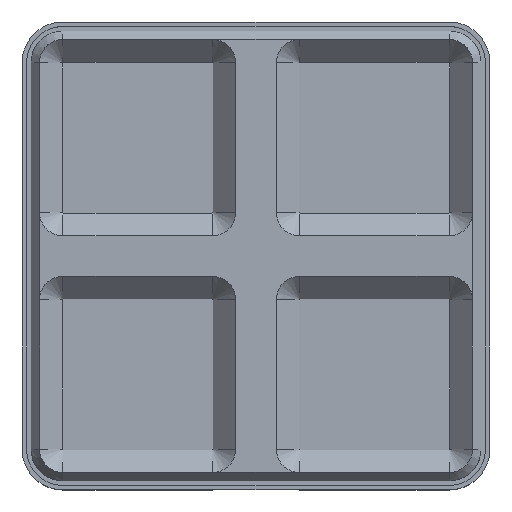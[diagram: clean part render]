
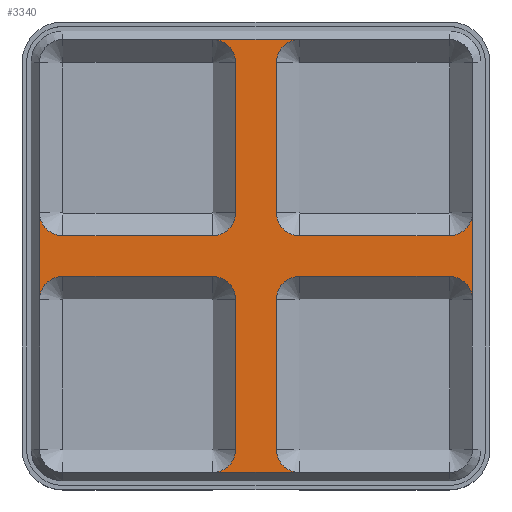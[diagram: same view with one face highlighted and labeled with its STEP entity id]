
A CAD part, top view. The second image highlights one B-rep face of the part: STEP entity #3340.
In plain terms, the highlighted planar face has unit normal (0, 0, 1).
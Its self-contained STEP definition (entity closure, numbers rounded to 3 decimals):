
#120=CIRCLE('',#3574,4.15);
#121=CIRCLE('',#3575,4.15);
#122=CIRCLE('',#3576,4.15);
#123=CIRCLE('',#3577,4.15);
#124=CIRCLE('',#3578,4.15);
#125=CIRCLE('',#3579,4.15);
#126=CIRCLE('',#3580,4.15);
#127=CIRCLE('',#3581,4.15);
#128=CIRCLE('',#3582,4.15);
#129=CIRCLE('',#3583,4.15);
#130=CIRCLE('',#3584,4.15);
#131=CIRCLE('',#3585,4.15);
#264=ORIENTED_EDGE('',*,*,#1272,.T.);
#265=ORIENTED_EDGE('',*,*,#1273,.T.);
#266=ORIENTED_EDGE('',*,*,#1274,.F.);
#267=ORIENTED_EDGE('',*,*,#1275,.F.);
#268=ORIENTED_EDGE('',*,*,#1276,.T.);
#269=ORIENTED_EDGE('',*,*,#1277,.T.);
#270=ORIENTED_EDGE('',*,*,#1278,.F.);
#271=ORIENTED_EDGE('',*,*,#1279,.F.);
#272=ORIENTED_EDGE('',*,*,#1280,.F.);
#273=ORIENTED_EDGE('',*,*,#1281,.T.);
#274=ORIENTED_EDGE('',*,*,#1282,.F.);
#275=ORIENTED_EDGE('',*,*,#1283,.F.);
#276=ORIENTED_EDGE('',*,*,#1284,.T.);
#277=ORIENTED_EDGE('',*,*,#1285,.T.);
#278=ORIENTED_EDGE('',*,*,#1286,.T.);
#279=ORIENTED_EDGE('',*,*,#1287,.F.);
#280=ORIENTED_EDGE('',*,*,#1288,.T.);
#281=ORIENTED_EDGE('',*,*,#1289,.T.);
#282=ORIENTED_EDGE('',*,*,#1290,.F.);
#283=ORIENTED_EDGE('',*,*,#1291,.F.);
#284=ORIENTED_EDGE('',*,*,#1292,.F.);
#285=ORIENTED_EDGE('',*,*,#1293,.T.);
#286=ORIENTED_EDGE('',*,*,#1294,.F.);
#287=ORIENTED_EDGE('',*,*,#1295,.F.);
#1272=EDGE_CURVE('',#1776,#1777,#2064,.T.);
#1273=EDGE_CURVE('',#1777,#1778,#120,.T.);
#1274=EDGE_CURVE('',#1779,#1778,#2065,.T.);
#1275=EDGE_CURVE('',#1780,#1779,#121,.T.);
#1276=EDGE_CURVE('',#1780,#1781,#2066,.T.);
#1277=EDGE_CURVE('',#1781,#1782,#122,.T.);
#1278=EDGE_CURVE('',#1783,#1782,#2067,.T.);
#1279=EDGE_CURVE('',#1784,#1783,#123,.T.);
#1280=EDGE_CURVE('',#1785,#1784,#2068,.T.);
#1281=EDGE_CURVE('',#1785,#1786,#124,.T.);
#1282=EDGE_CURVE('',#1787,#1786,#2069,.T.);
#1283=EDGE_CURVE('',#1788,#1787,#125,.T.);
#1284=EDGE_CURVE('',#1788,#1789,#2070,.T.);
#1285=EDGE_CURVE('',#1789,#1790,#126,.T.);
#1286=EDGE_CURVE('',#1790,#1791,#2071,.T.);
#1287=EDGE_CURVE('',#1792,#1791,#127,.T.);
#1288=EDGE_CURVE('',#1792,#1793,#2072,.T.);
#1289=EDGE_CURVE('',#1793,#1794,#128,.T.);
#1290=EDGE_CURVE('',#1795,#1794,#2073,.T.);
#1291=EDGE_CURVE('',#1796,#1795,#129,.T.);
#1292=EDGE_CURVE('',#1797,#1796,#2074,.T.);
#1293=EDGE_CURVE('',#1797,#1798,#130,.T.);
#1294=EDGE_CURVE('',#1799,#1798,#2075,.T.);
#1295=EDGE_CURVE('',#1776,#1799,#131,.T.);
#1776=VERTEX_POINT('',#5030);
#1777=VERTEX_POINT('',#5031);
#1778=VERTEX_POINT('',#5033);
#1779=VERTEX_POINT('',#5035);
#1780=VERTEX_POINT('',#5037);
#1781=VERTEX_POINT('',#5039);
#1782=VERTEX_POINT('',#5041);
#1783=VERTEX_POINT('',#5043);
#1784=VERTEX_POINT('',#5045);
#1785=VERTEX_POINT('',#5047);
#1786=VERTEX_POINT('',#5049);
#1787=VERTEX_POINT('',#5051);
#1788=VERTEX_POINT('',#5053);
#1789=VERTEX_POINT('',#5055);
#1790=VERTEX_POINT('',#5057);
#1791=VERTEX_POINT('',#5059);
#1792=VERTEX_POINT('',#5061);
#1793=VERTEX_POINT('',#5063);
#1794=VERTEX_POINT('',#5065);
#1795=VERTEX_POINT('',#5067);
#1796=VERTEX_POINT('',#5069);
#1797=VERTEX_POINT('',#5071);
#1798=VERTEX_POINT('',#5073);
#1799=VERTEX_POINT('',#5075);
#2064=LINE('',#5029,#2424);
#2065=LINE('',#5034,#2425);
#2066=LINE('',#5038,#2426);
#2067=LINE('',#5042,#2427);
#2068=LINE('',#5046,#2428);
#2069=LINE('',#5050,#2429);
#2070=LINE('',#5054,#2430);
#2071=LINE('',#5058,#2431);
#2072=LINE('',#5062,#2432);
#2073=LINE('',#5066,#2433);
#2074=LINE('',#5070,#2434);
#2075=LINE('',#5074,#2435);
#2424=VECTOR('',#3941,1000.);
#2425=VECTOR('',#3944,1000.);
#2426=VECTOR('',#3947,1000.);
#2427=VECTOR('',#3950,1000.);
#2428=VECTOR('',#3953,1000.);
#2429=VECTOR('',#3956,1000.);
#2430=VECTOR('',#3959,1000.);
#2431=VECTOR('',#3962,1000.);
#2432=VECTOR('',#3965,1000.);
#2433=VECTOR('',#3968,1000.);
#2434=VECTOR('',#3971,1000.);
#2435=VECTOR('',#3974,1000.);
#2784=EDGE_LOOP('',(#264,#265,#266,#267,#268,#269,#270,#271,#272,#273,#274,
#275,#276,#277,#278,#279,#280,#281,#282,#283,#284,#285,#286,#287));
#3006=FACE_BOUND('',#2784,.T.);
#3228=PLANE('',#3573);
#3340=ADVANCED_FACE('',(#3006),#3228,.T.);
#3573=AXIS2_PLACEMENT_3D('',#5028,#3939,#3940);
#3574=AXIS2_PLACEMENT_3D('',#5032,#3942,#3943);
#3575=AXIS2_PLACEMENT_3D('',#5036,#3945,#3946);
#3576=AXIS2_PLACEMENT_3D('',#5040,#3948,#3949);
#3577=AXIS2_PLACEMENT_3D('',#5044,#3951,#3952);
#3578=AXIS2_PLACEMENT_3D('',#5048,#3954,#3955);
#3579=AXIS2_PLACEMENT_3D('',#5052,#3957,#3958);
#3580=AXIS2_PLACEMENT_3D('',#5056,#3960,#3961);
#3581=AXIS2_PLACEMENT_3D('',#5060,#3963,#3964);
#3582=AXIS2_PLACEMENT_3D('',#5064,#3966,#3967);
#3583=AXIS2_PLACEMENT_3D('',#5068,#3969,#3970);
#3584=AXIS2_PLACEMENT_3D('',#5072,#3972,#3973);
#3585=AXIS2_PLACEMENT_3D('',#5076,#3975,#3976);
#3939=DIRECTION('',(0.,0.,1.));
#3940=DIRECTION('',(1.,0.,0.));
#3941=DIRECTION('',(1.,0.,0.));
#3942=DIRECTION('',(0.,0.,-1.));
#3943=DIRECTION('',(1.,0.,0.));
#3944=DIRECTION('',(0.,-1.,0.));
#3945=DIRECTION('',(0.,0.,1.));
#3946=DIRECTION('',(1.,0.,0.));
#3947=DIRECTION('',(-1.,0.,0.));
#3948=DIRECTION('',(0.,0.,-1.));
#3949=DIRECTION('',(1.,0.,0.));
#3950=DIRECTION('',(0.,-1.,0.));
#3951=DIRECTION('',(0.,0.,1.));
#3952=DIRECTION('',(1.,0.,0.));
#3953=DIRECTION('',(1.,0.,0.));
#3954=DIRECTION('',(0.,0.,-1.));
#3955=DIRECTION('',(1.,0.,0.));
#3956=DIRECTION('',(0.,1.,0.));
#3957=DIRECTION('',(0.,0.,1.));
#3958=DIRECTION('',(1.,0.,0.));
#3959=DIRECTION('',(-1.,0.,0.));
#3960=DIRECTION('',(0.,0.,-1.));
#3961=DIRECTION('',(1.,0.,0.));
#3962=DIRECTION('',(0.,-1.,0.));
#3963=DIRECTION('',(0.,0.,1.));
#3964=DIRECTION('',(1.,0.,0.));
#3965=DIRECTION('',(1.,0.,0.));
#3966=DIRECTION('',(0.,0.,-1.));
#3967=DIRECTION('',(1.,0.,0.));
#3968=DIRECTION('',(0.,1.,0.));
#3969=DIRECTION('',(0.,0.,1.));
#3970=DIRECTION('',(1.,0.,0.));
#3971=DIRECTION('',(-1.,0.,0.));
#3972=DIRECTION('',(0.,0.,-1.));
#3973=DIRECTION('',(1.,0.,0.));
#3974=DIRECTION('',(0.,-1.,0.));
#3975=DIRECTION('',(0.,0.,1.));
#3976=DIRECTION('',(1.,0.,0.));
#5028=CARTESIAN_POINT('',(0.,0.,0.));
#5029=CARTESIAN_POINT('',(21.,-3.6,0.));
#5030=CARTESIAN_POINT('',(7.75,-3.6,0.));
#5031=CARTESIAN_POINT('',(34.25,-3.6,0.));
#5032=CARTESIAN_POINT('',(34.25,-7.75,0.));
#5033=CARTESIAN_POINT('',(38.4,-7.75,0.));
#5034=CARTESIAN_POINT('',(38.4,0.,0.));
#5035=CARTESIAN_POINT('',(38.4,7.75,0.));
#5036=CARTESIAN_POINT('',(34.25,7.75,0.));
#5037=CARTESIAN_POINT('',(34.25,3.6,0.));
#5038=CARTESIAN_POINT('',(42.,3.6,0.));
#5039=CARTESIAN_POINT('',(7.75,3.6,0.));
#5040=CARTESIAN_POINT('',(7.75,7.75,0.));
#5041=CARTESIAN_POINT('',(3.6,7.75,0.));
#5042=CARTESIAN_POINT('',(3.6,42.,0.));
#5043=CARTESIAN_POINT('',(3.6,34.25,0.));
#5044=CARTESIAN_POINT('',(7.75,34.25,0.));
#5045=CARTESIAN_POINT('',(7.75,38.4,0.));
#5046=CARTESIAN_POINT('',(0.,38.4,0.));
#5047=CARTESIAN_POINT('',(-7.75,38.4,0.));
#5048=CARTESIAN_POINT('',(-7.75,34.25,0.));
#5049=CARTESIAN_POINT('',(-3.6,34.25,0.));
#5050=CARTESIAN_POINT('',(-3.6,21.,0.));
#5051=CARTESIAN_POINT('',(-3.6,7.75,0.));
#5052=CARTESIAN_POINT('',(-7.75,7.75,0.));
#5053=CARTESIAN_POINT('',(-7.75,3.6,0.));
#5054=CARTESIAN_POINT('',(0.,3.6,0.));
#5055=CARTESIAN_POINT('',(-34.25,3.6,0.));
#5056=CARTESIAN_POINT('',(-34.25,7.75,0.));
#5057=CARTESIAN_POINT('',(-38.4,7.75,0.));
#5058=CARTESIAN_POINT('',(-38.4,0.,0.));
#5059=CARTESIAN_POINT('',(-38.4,-7.75,0.));
#5060=CARTESIAN_POINT('',(-34.25,-7.75,0.));
#5061=CARTESIAN_POINT('',(-34.25,-3.6,0.));
#5062=CARTESIAN_POINT('',(-21.,-3.6,0.));
#5063=CARTESIAN_POINT('',(-7.75,-3.6,0.));
#5064=CARTESIAN_POINT('',(-7.75,-7.75,0.));
#5065=CARTESIAN_POINT('',(-3.6,-7.75,0.));
#5066=CARTESIAN_POINT('',(-3.6,-21.,0.));
#5067=CARTESIAN_POINT('',(-3.6,-34.25,0.));
#5068=CARTESIAN_POINT('',(-7.75,-34.25,0.));
#5069=CARTESIAN_POINT('',(-7.75,-38.4,0.));
#5070=CARTESIAN_POINT('',(0.,-38.4,0.));
#5071=CARTESIAN_POINT('',(7.75,-38.4,0.));
#5072=CARTESIAN_POINT('',(7.75,-34.25,0.));
#5073=CARTESIAN_POINT('',(3.6,-34.25,0.));
#5074=CARTESIAN_POINT('',(3.6,0.,0.));
#5075=CARTESIAN_POINT('',(3.6,-7.75,0.));
#5076=CARTESIAN_POINT('',(7.75,-7.75,0.));
